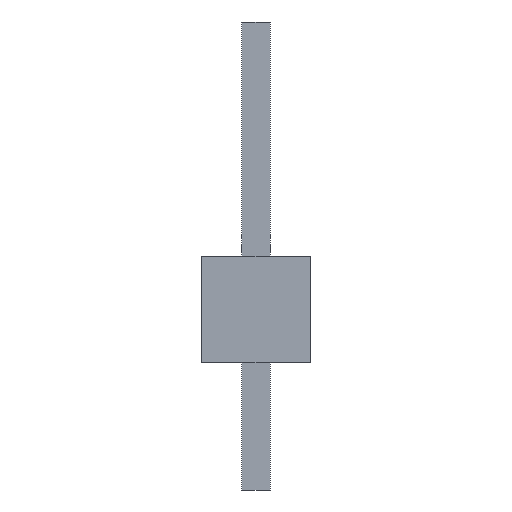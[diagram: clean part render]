
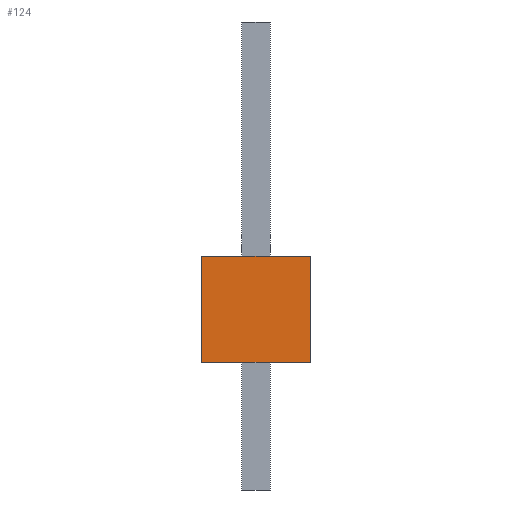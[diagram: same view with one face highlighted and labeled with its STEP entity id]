
A CAD part, front view. The second image highlights one B-rep face of the part: STEP entity #124.
In plain terms, the highlighted planar face has unit normal (0, -1, 0).
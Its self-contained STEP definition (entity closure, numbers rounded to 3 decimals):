
#13=DIRECTION('',(0.,0.,1.));
#14=DIRECTION('',(1.,0.,0.));
#75=EDGE_CURVE('',#76,#78,#80,.T.);
#76=VERTEX_POINT('',#77);
#77=CARTESIAN_POINT('',(-1.27,-1.271,0.));
#78=VERTEX_POINT('',#79);
#79=CARTESIAN_POINT('',(-1.27,-1.271,2.5));
#80=LINE('',#77,#81);
#81=VECTOR('',#13,1.);
#88=DIRECTION('',(0.,1.,0.));
#102=ORIENTED_EDGE('',*,*,#103,.F.);
#103=EDGE_CURVE('',#104,#106,#108,.T.);
#104=VERTEX_POINT('',#105);
#105=CARTESIAN_POINT('',(1.27,-1.271,0.));
#106=VERTEX_POINT('',#107);
#107=CARTESIAN_POINT('',(1.27,-1.271,2.5));
#108=LINE('',#105,#81);
#124=ADVANCED_FACE('',(#125),#135,.F.);
#125=FACE_BOUND('',#126,.F.);
#126=EDGE_LOOP('',(#127,#131,#132,#102));
#127=ORIENTED_EDGE('',*,*,#128,.F.);
#128=EDGE_CURVE('',#76,#104,#129,.T.);
#129=LINE('',#77,#130);
#130=VECTOR('',#14,1.);
#131=ORIENTED_EDGE('',*,*,#75,.T.);
#132=ORIENTED_EDGE('',*,*,#133,.T.);
#133=EDGE_CURVE('',#78,#106,#134,.T.);
#134=LINE('',#79,#130);
#135=PLANE('',#136);
#136=AXIS2_PLACEMENT_3D('',#77,#88,#13);
